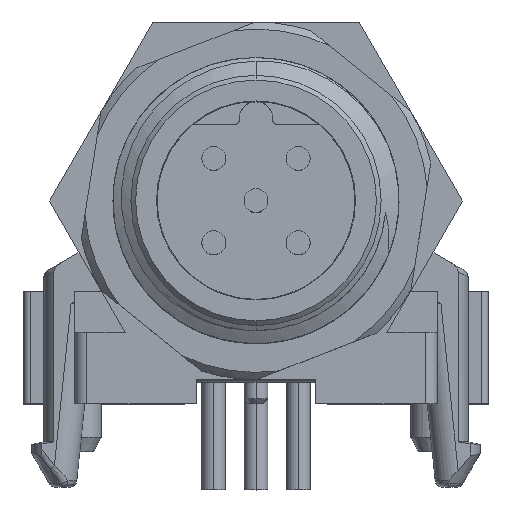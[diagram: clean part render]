
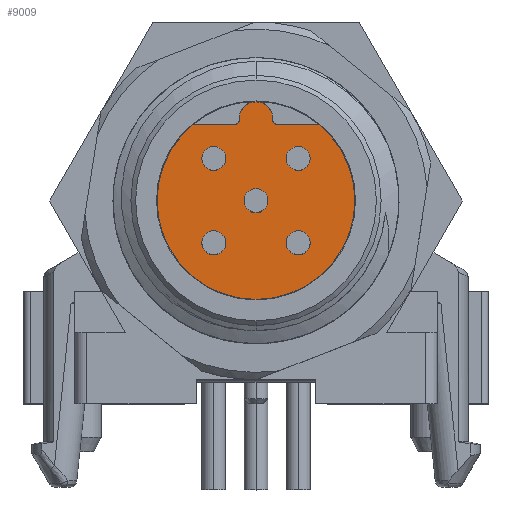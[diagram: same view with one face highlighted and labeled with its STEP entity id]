
A CAD part, top view. The second image highlights one B-rep face of the part: STEP entity #9009.
In plain terms, the highlighted planar face has unit normal (0, 0, 1).
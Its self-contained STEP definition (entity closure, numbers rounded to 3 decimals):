
#226=CARTESIAN_POINT('',(0.,0.,-8.9));
#227=DIRECTION('',(0.,0.,-1.));
#228=DIRECTION('',(0.637,0.771,0.));
#229=AXIS2_PLACEMENT_3D('',#226,#227,#228);
#231=CARTESIAN_POINT('',(0.,0.,-8.9));
#232=DIRECTION('',(0.,0.,1.));
#233=DIRECTION('',(-0.637,0.771,0.));
#234=AXIS2_PLACEMENT_3D('',#231,#232,#233);
#236=DIRECTION('',(1.,0.,0.));
#237=VECTOR('',#236,1.742);
#238=CARTESIAN_POINT('',(-2.642,3.2,-8.9));
#239=LINE('',#238,#237);
#240=CARTESIAN_POINT('',(-0.9,3.4,-8.9));
#241=DIRECTION('',(0.,0.,1.));
#242=DIRECTION('',(0.,-1.,0.));
#243=AXIS2_PLACEMENT_3D('',#240,#241,#242);
#245=DIRECTION('',(0.,1.,0.));
#246=VECTOR('',#245,0.05);
#247=CARTESIAN_POINT('',(-0.7,3.4,-8.9));
#248=LINE('',#247,#246);
#249=CARTESIAN_POINT('',(0.,3.45,-8.9));
#250=DIRECTION('',(0.,0.,-1.));
#251=DIRECTION('',(-1.,0.,0.));
#252=AXIS2_PLACEMENT_3D('',#249,#250,#251);
#254=DIRECTION('',(0.,-1.,0.));
#255=VECTOR('',#254,0.05);
#256=CARTESIAN_POINT('',(0.7,3.45,-8.9));
#257=LINE('',#256,#255);
#258=CARTESIAN_POINT('',(0.9,3.4,-8.9));
#259=DIRECTION('',(0.,0.,1.));
#260=DIRECTION('',(-1.,0.,0.));
#261=AXIS2_PLACEMENT_3D('',#258,#259,#260);
#263=DIRECTION('',(1.,0.,0.));
#264=VECTOR('',#263,1.742);
#265=CARTESIAN_POINT('',(0.9,3.2,-8.9));
#266=LINE('',#265,#264);
#267=CARTESIAN_POINT('',(1.77,1.77,-8.9));
#268=DIRECTION('',(0.,0.,1.));
#269=DIRECTION('',(0.,-1.,0.));
#270=AXIS2_PLACEMENT_3D('',#267,#268,#269);
#272=CARTESIAN_POINT('',(1.77,1.77,-8.9));
#273=DIRECTION('',(0.,0.,1.));
#274=DIRECTION('',(0.,1.,0.));
#275=AXIS2_PLACEMENT_3D('',#272,#273,#274);
#277=CARTESIAN_POINT('',(-1.77,1.77,-8.9));
#278=DIRECTION('',(0.,0.,-1.));
#279=DIRECTION('',(0.,-1.,0.));
#280=AXIS2_PLACEMENT_3D('',#277,#278,#279);
#282=CARTESIAN_POINT('',(-1.77,1.77,-8.9));
#283=DIRECTION('',(0.,0.,-1.));
#284=DIRECTION('',(0.,1.,0.));
#285=AXIS2_PLACEMENT_3D('',#282,#283,#284);
#287=CARTESIAN_POINT('',(-1.77,-1.77,-8.9));
#288=DIRECTION('',(0.,0.,1.));
#289=DIRECTION('',(0.,-1.,0.));
#290=AXIS2_PLACEMENT_3D('',#287,#288,#289);
#292=CARTESIAN_POINT('',(-1.77,-1.77,-8.9));
#293=DIRECTION('',(0.,0.,1.));
#294=DIRECTION('',(0.,1.,0.));
#295=AXIS2_PLACEMENT_3D('',#292,#293,#294);
#297=CARTESIAN_POINT('',(1.77,-1.77,-8.9));
#298=DIRECTION('',(0.,0.,-1.));
#299=DIRECTION('',(0.,-1.,0.));
#300=AXIS2_PLACEMENT_3D('',#297,#298,#299);
#302=CARTESIAN_POINT('',(1.77,-1.77,-8.9));
#303=DIRECTION('',(0.,0.,-1.));
#304=DIRECTION('',(0.,1.,0.));
#305=AXIS2_PLACEMENT_3D('',#302,#303,#304);
#307=CARTESIAN_POINT('',(0.,0.,-8.9));
#308=DIRECTION('',(0.,0.,1.));
#309=DIRECTION('',(0.,-1.,0.));
#310=AXIS2_PLACEMENT_3D('',#307,#308,#309);
#312=CARTESIAN_POINT('',(0.,0.,-8.9));
#313=DIRECTION('',(0.,0.,1.));
#314=DIRECTION('',(0.,1.,0.));
#315=AXIS2_PLACEMENT_3D('',#312,#313,#314);
#7578=CARTESIAN_POINT('',(0.,-4.15,-8.9));
#7580=VERTEX_POINT('',#7578);
#7593=CARTESIAN_POINT('',(2.642,3.2,-8.9));
#7594=VERTEX_POINT('',#7593);
#7595=CARTESIAN_POINT('',(-2.642,3.2,-8.9));
#7596=VERTEX_POINT('',#7595);
#8698=CARTESIAN_POINT('',(1.77,1.27,-8.9));
#8699=CARTESIAN_POINT('',(1.77,2.27,-8.9));
#8700=VERTEX_POINT('',#8698);
#8701=VERTEX_POINT('',#8699);
#8722=CARTESIAN_POINT('',(-1.77,-2.27,-8.9));
#8723=CARTESIAN_POINT('',(-1.77,-1.27,-8.9));
#8724=VERTEX_POINT('',#8722);
#8725=VERTEX_POINT('',#8723);
#8746=CARTESIAN_POINT('',(0.,-0.5,-8.9));
#8747=CARTESIAN_POINT('',(0.,0.5,-8.9));
#8748=VERTEX_POINT('',#8746);
#8749=VERTEX_POINT('',#8747);
#8772=CARTESIAN_POINT('',(-1.77,1.27,-8.9));
#8773=VERTEX_POINT('',#8772);
#8776=CARTESIAN_POINT('',(-1.77,2.27,-8.9));
#8777=VERTEX_POINT('',#8776);
#8796=CARTESIAN_POINT('',(1.77,-2.27,-8.9));
#8797=VERTEX_POINT('',#8796);
#8800=CARTESIAN_POINT('',(1.77,-1.27,-8.9));
#8801=VERTEX_POINT('',#8800);
#8814=CARTESIAN_POINT('',(-0.9,3.2,-8.9));
#8815=VERTEX_POINT('',#8814);
#8816=CARTESIAN_POINT('',(-0.7,3.4,-8.9));
#8817=VERTEX_POINT('',#8816);
#8818=CARTESIAN_POINT('',(-0.7,3.45,-8.9));
#8819=VERTEX_POINT('',#8818);
#8820=CARTESIAN_POINT('',(0.7,3.45,-8.9));
#8821=VERTEX_POINT('',#8820);
#8822=CARTESIAN_POINT('',(0.7,3.4,-8.9));
#8823=VERTEX_POINT('',#8822);
#8824=CARTESIAN_POINT('',(0.9,3.2,-8.9));
#8825=VERTEX_POINT('',#8824);
#8956=CARTESIAN_POINT('',(0.,0.,-8.9));
#8957=DIRECTION('',(0.,0.,-1.));
#8958=DIRECTION('',(0.,-1.,0.));
#8959=AXIS2_PLACEMENT_3D('',#8956,#8957,#8958);
#8960=PLANE('',#8959);
#8961=ORIENTED_EDGE('',*,*,#8900,.T.);
#8963=ORIENTED_EDGE('',*,*,#8962,.F.);
#8965=ORIENTED_EDGE('',*,*,#8964,.T.);
#8967=ORIENTED_EDGE('',*,*,#8966,.T.);
#8969=ORIENTED_EDGE('',*,*,#8968,.T.);
#8971=ORIENTED_EDGE('',*,*,#8970,.T.);
#8973=ORIENTED_EDGE('',*,*,#8972,.T.);
#8975=ORIENTED_EDGE('',*,*,#8974,.T.);
#8976=ORIENTED_EDGE('',*,*,#8948,.T.);
#8977=EDGE_LOOP('',(#8961,#8963,#8965,#8967,#8969,#8971,#8973,#8975,#8976));
#8978=FACE_OUTER_BOUND('',#8977,.F.);
#8980=ORIENTED_EDGE('',*,*,#8979,.T.);
#8982=ORIENTED_EDGE('',*,*,#8981,.T.);
#8983=EDGE_LOOP('',(#8980,#8982));
#8984=FACE_BOUND('',#8983,.F.);
#8986=ORIENTED_EDGE('',*,*,#8985,.F.);
#8988=ORIENTED_EDGE('',*,*,#8987,.F.);
#8989=EDGE_LOOP('',(#8986,#8988));
#8990=FACE_BOUND('',#8989,.F.);
#8992=ORIENTED_EDGE('',*,*,#8991,.T.);
#8994=ORIENTED_EDGE('',*,*,#8993,.T.);
#8995=EDGE_LOOP('',(#8992,#8994));
#8996=FACE_BOUND('',#8995,.F.);
#8998=ORIENTED_EDGE('',*,*,#8997,.F.);
#9000=ORIENTED_EDGE('',*,*,#8999,.F.);
#9001=EDGE_LOOP('',(#8998,#9000));
#9002=FACE_BOUND('',#9001,.F.);
#9004=ORIENTED_EDGE('',*,*,#9003,.T.);
#9006=ORIENTED_EDGE('',*,*,#9005,.T.);
#9007=EDGE_LOOP('',(#9004,#9006));
#9008=FACE_BOUND('',#9007,.F.);
#230=CIRCLE('',#229,4.15);
#235=CIRCLE('',#234,4.15);
#244=CIRCLE('',#243,0.2);
#253=CIRCLE('',#252,0.7);
#262=CIRCLE('',#261,0.2);
#271=CIRCLE('',#270,0.5);
#276=CIRCLE('',#275,0.5);
#281=CIRCLE('',#280,0.5);
#286=CIRCLE('',#285,0.5);
#291=CIRCLE('',#290,0.5);
#296=CIRCLE('',#295,0.5);
#301=CIRCLE('',#300,0.5);
#306=CIRCLE('',#305,0.5);
#311=CIRCLE('',#310,0.5);
#316=CIRCLE('',#315,0.5);
#8900=EDGE_CURVE('',#7594,#7580,#230,.T.);
#8948=EDGE_CURVE('',#8825,#7594,#266,.T.);
#8962=EDGE_CURVE('',#7596,#7580,#235,.T.);
#8964=EDGE_CURVE('',#7596,#8815,#239,.T.);
#8966=EDGE_CURVE('',#8815,#8817,#244,.T.);
#8968=EDGE_CURVE('',#8817,#8819,#248,.T.);
#8970=EDGE_CURVE('',#8819,#8821,#253,.T.);
#8972=EDGE_CURVE('',#8821,#8823,#257,.T.);
#8974=EDGE_CURVE('',#8823,#8825,#262,.T.);
#8979=EDGE_CURVE('',#8700,#8701,#271,.T.);
#8981=EDGE_CURVE('',#8701,#8700,#276,.T.);
#8985=EDGE_CURVE('',#8773,#8777,#281,.T.);
#8987=EDGE_CURVE('',#8777,#8773,#286,.T.);
#8991=EDGE_CURVE('',#8724,#8725,#291,.T.);
#8993=EDGE_CURVE('',#8725,#8724,#296,.T.);
#8997=EDGE_CURVE('',#8797,#8801,#301,.T.);
#8999=EDGE_CURVE('',#8801,#8797,#306,.T.);
#9003=EDGE_CURVE('',#8748,#8749,#311,.T.);
#9005=EDGE_CURVE('',#8749,#8748,#316,.T.);
#9009=ADVANCED_FACE('',(#8978,#8984,#8990,#8996,#9002,#9008),#8960,.F.);
